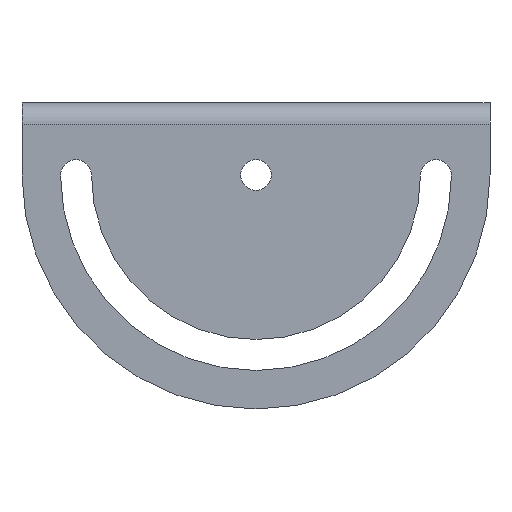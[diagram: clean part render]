
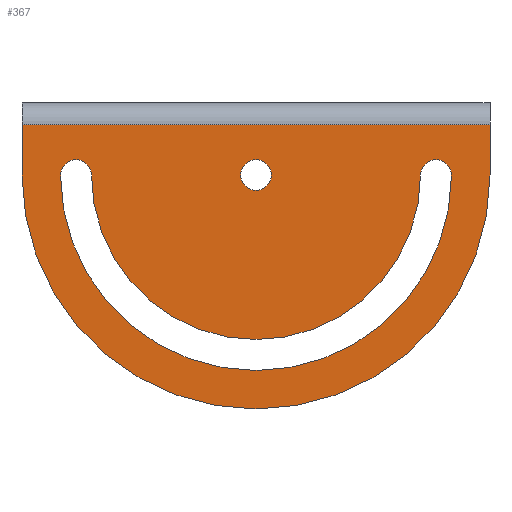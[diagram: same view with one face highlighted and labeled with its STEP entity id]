
A CAD part, front view. The second image highlights one B-rep face of the part: STEP entity #367.
In plain terms, the highlighted planar face has unit normal (0, -1, 0).
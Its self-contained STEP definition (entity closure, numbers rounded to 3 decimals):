
#2 = EDGE_CURVE ( 'NONE', #42, #817, #92, .T. ) ;
#3 = CARTESIAN_POINT ( 'NONE',  ( 0., 0., -4.3 ) ) ;
#8 = DIRECTION ( 'NONE',  ( 0., 0., 1. ) ) ;
#11 = ORIENTED_EDGE ( 'NONE', *, *, #142, .T. ) ;
#31 = EDGE_CURVE ( 'NONE', #146, #42, #303, .T. ) ;
#42 = VERTEX_POINT ( 'NONE', #337 ) ;
#54 = ORIENTED_EDGE ( 'NONE', *, *, #171, .T. ) ;
#76 = CARTESIAN_POINT ( 'NONE',  ( 65., 0., 0. ) ) ;
#80 = ORIENTED_EDGE ( 'NONE', *, *, #514, .T. ) ;
#84 = FACE_OUTER_BOUND ( 'NONE', #885, .T. ) ;
#88 = EDGE_CURVE ( 'NONE', #1067, #146, #356, .T. ) ;
#89 = DIRECTION ( 'NONE',  ( 0., 0., 1. ) ) ;
#92 = CIRCLE ( 'NONE', #1015, 4.3 ) ;
#131 = DIRECTION ( 'NONE',  ( 0., 0., -1. ) ) ;
#140 = CARTESIAN_POINT ( 'NONE',  ( 50., 0., 0. ) ) ;
#141 = VERTEX_POINT ( 'NONE', #592 ) ;
#142 = EDGE_CURVE ( 'NONE', #817, #530, #930, .T. ) ;
#145 = CIRCLE ( 'NONE', #188, 65. ) ;
#146 = VERTEX_POINT ( 'NONE', #772 ) ;
#156 = CARTESIAN_POINT ( 'NONE',  ( -65., 0., 14. ) ) ;
#171 = EDGE_CURVE ( 'NONE', #435, #815, #550, .T. ) ;
#188 = AXIS2_PLACEMENT_3D ( 'NONE', #268, #1014, #854 ) ;
#196 = EDGE_LOOP ( 'NONE', ( #54, #394 ) ) ;
#213 = PLANE ( 'NONE',  #852 ) ;
#217 = CARTESIAN_POINT ( 'NONE',  ( 0., 0., 0. ) ) ;
#220 = DIRECTION ( 'NONE',  ( 0., 1., 0. ) ) ;
#268 = CARTESIAN_POINT ( 'NONE',  ( 0., 0., 0. ) ) ;
#269 = CARTESIAN_POINT ( 'NONE',  ( 50., 0., 0. ) ) ;
#281 = AXIS2_PLACEMENT_3D ( 'NONE', #553, #220, #892 ) ;
#299 = EDGE_CURVE ( 'NONE', #141, #1067, #626, .T. ) ;
#301 = DIRECTION ( 'NONE',  ( 0., 1., 0. ) ) ;
#303 = CIRCLE ( 'NONE', #308, 45.7 ) ;
#308 = AXIS2_PLACEMENT_3D ( 'NONE', #918, #418, #584 ) ;
#321 = DIRECTION ( 'NONE',  ( 1., 0., 0. ) ) ;
#332 = ORIENTED_EDGE ( 'NONE', *, *, #973, .F. ) ;
#336 = CARTESIAN_POINT ( 'NONE',  ( 54.3, 0., 0. ) ) ;
#337 = CARTESIAN_POINT ( 'NONE',  ( 45.7, 0., 0. ) ) ;
#355 = EDGE_CURVE ( 'NONE', #647, #543, #474, .T. ) ;
#356 = CIRCLE ( 'NONE', #556, 4.3 ) ;
#367 = ADVANCED_FACE ( 'NONE', ( #84, #1072, #385 ), #213, .F. ) ;
#370 = EDGE_CURVE ( 'NONE', #815, #435, #524, .T. ) ;
#385 = FACE_BOUND ( 'NONE', #196, .T. ) ;
#394 = ORIENTED_EDGE ( 'NONE', *, *, #370, .T. ) ;
#418 = DIRECTION ( 'NONE',  ( 0., -1., 0. ) ) ;
#435 = VERTEX_POINT ( 'NONE', #576 ) ;
#460 = ORIENTED_EDGE ( 'NONE', *, *, #88, .T. ) ;
#474 = LINE ( 'NONE', #1044, #612 ) ;
#493 = VECTOR ( 'NONE', #820, 1000. ) ;
#499 = DIRECTION ( 'NONE',  ( 0., 0., 1. ) ) ;
#514 = EDGE_CURVE ( 'NONE', #555, #595, #717, .T. ) ;
#524 = CIRCLE ( 'NONE', #903, 4.3 ) ;
#530 = VERTEX_POINT ( 'NONE', #336 ) ;
#543 = VERTEX_POINT ( 'NONE', #76 ) ;
#550 = CIRCLE ( 'NONE', #915, 4.3 ) ;
#553 = CARTESIAN_POINT ( 'NONE',  ( -50., 0., 0. ) ) ;
#555 = VERTEX_POINT ( 'NONE', #156 ) ;
#556 = AXIS2_PLACEMENT_3D ( 'NONE', #837, #661, #499 ) ;
#567 = ORIENTED_EDGE ( 'NONE', *, *, #31, .T. ) ;
#576 = CARTESIAN_POINT ( 'NONE',  ( 0., 0., 4.3 ) ) ;
#584 = DIRECTION ( 'NONE',  ( 0., 0., 1. ) ) ;
#591 = CARTESIAN_POINT ( 'NONE',  ( 65., 0., 14. ) ) ;
#592 = CARTESIAN_POINT ( 'NONE',  ( -54.3, 0., 0. ) ) ;
#595 = VERTEX_POINT ( 'NONE', #830 ) ;
#604 = LINE ( 'NONE', #989, #784 ) ;
#612 = VECTOR ( 'NONE', #131, 1000. ) ;
#626 = CIRCLE ( 'NONE', #281, 4.3 ) ;
#647 = VERTEX_POINT ( 'NONE', #591 ) ;
#661 = DIRECTION ( 'NONE',  ( 0., 1., 0. ) ) ;
#665 = CARTESIAN_POINT ( 'NONE',  ( 50., 0., 4.3 ) ) ;
#676 = CARTESIAN_POINT ( 'NONE',  ( 0., 0., 0. ) ) ;
#690 = ORIENTED_EDGE ( 'NONE', *, *, #2, .T. ) ;
#704 = ORIENTED_EDGE ( 'NONE', *, *, #937, .F. ) ;
#717 = LINE ( 'NONE', #747, #493 ) ;
#729 = EDGE_LOOP ( 'NONE', ( #690, #11, #332, #832, #460, #567 ) ) ;
#747 = CARTESIAN_POINT ( 'NONE',  ( -65., 0., 0. ) ) ;
#760 = DIRECTION ( 'NONE',  ( 0., -1., 0. ) ) ;
#765 = CIRCLE ( 'NONE', #923, 54.3 ) ;
#766 = CARTESIAN_POINT ( 'NONE',  ( 0., 0., 0. ) ) ;
#772 = CARTESIAN_POINT ( 'NONE',  ( -45.7, 0., 0. ) ) ;
#779 = EDGE_CURVE ( 'NONE', #555, #647, #604, .T. ) ;
#784 = VECTOR ( 'NONE', #321, 1000. ) ;
#800 = CARTESIAN_POINT ( 'NONE',  ( 0., 0., 0. ) ) ;
#806 = DIRECTION ( 'NONE',  ( 0., 1., 0. ) ) ;
#815 = VERTEX_POINT ( 'NONE', #3 ) ;
#817 = VERTEX_POINT ( 'NONE', #665 ) ;
#820 = DIRECTION ( 'NONE',  ( 0., 0., -1. ) ) ;
#830 = CARTESIAN_POINT ( 'NONE',  ( -65., 0., 0. ) ) ;
#832 = ORIENTED_EDGE ( 'NONE', *, *, #299, .T. ) ;
#837 = CARTESIAN_POINT ( 'NONE',  ( -50., 0., 0. ) ) ;
#852 = AXIS2_PLACEMENT_3D ( 'NONE', #800, #806, #890 ) ;
#853 = DIRECTION ( 'NONE',  ( 0., 1., 0. ) ) ;
#854 = DIRECTION ( 'NONE',  ( 0., 0., 1. ) ) ;
#857 = AXIS2_PLACEMENT_3D ( 'NONE', #269, #853, #8 ) ;
#858 = DIRECTION ( 'NONE',  ( 0., 1., 0. ) ) ;
#883 = ORIENTED_EDGE ( 'NONE', *, *, #779, .F. ) ;
#885 = EDGE_LOOP ( 'NONE', ( #80, #704, #912, #883 ) ) ;
#890 = DIRECTION ( 'NONE',  ( 0., 0., 1. ) ) ;
#892 = DIRECTION ( 'NONE',  ( 0., 0., 1. ) ) ;
#895 = DIRECTION ( 'NONE',  ( 0., 0., 1. ) ) ;
#903 = AXIS2_PLACEMENT_3D ( 'NONE', #217, #301, #895 ) ;
#912 = ORIENTED_EDGE ( 'NONE', *, *, #355, .F. ) ;
#915 = AXIS2_PLACEMENT_3D ( 'NONE', #766, #858, #935 ) ;
#918 = CARTESIAN_POINT ( 'NONE',  ( 0., 0., 0. ) ) ;
#923 = AXIS2_PLACEMENT_3D ( 'NONE', #676, #760, #89 ) ;
#930 = CIRCLE ( 'NONE', #857, 4.3 ) ;
#935 = DIRECTION ( 'NONE',  ( 0., 0., 1. ) ) ;
#937 = EDGE_CURVE ( 'NONE', #543, #595, #145, .T. ) ;
#973 = EDGE_CURVE ( 'NONE', #141, #530, #765, .T. ) ;
#989 = CARTESIAN_POINT ( 'NONE',  ( 0., 0., 14. ) ) ;
#1014 = DIRECTION ( 'NONE',  ( 0., 1., 0. ) ) ;
#1015 = AXIS2_PLACEMENT_3D ( 'NONE', #140, #1056, #1065 ) ;
#1017 = CARTESIAN_POINT ( 'NONE',  ( -50., 0., 4.3 ) ) ;
#1044 = CARTESIAN_POINT ( 'NONE',  ( 65., 0., 0. ) ) ;
#1056 = DIRECTION ( 'NONE',  ( 0., 1., 0. ) ) ;
#1065 = DIRECTION ( 'NONE',  ( 0., 0., 1. ) ) ;
#1067 = VERTEX_POINT ( 'NONE', #1017 ) ;
#1072 = FACE_BOUND ( 'NONE', #729, .T. ) ;
